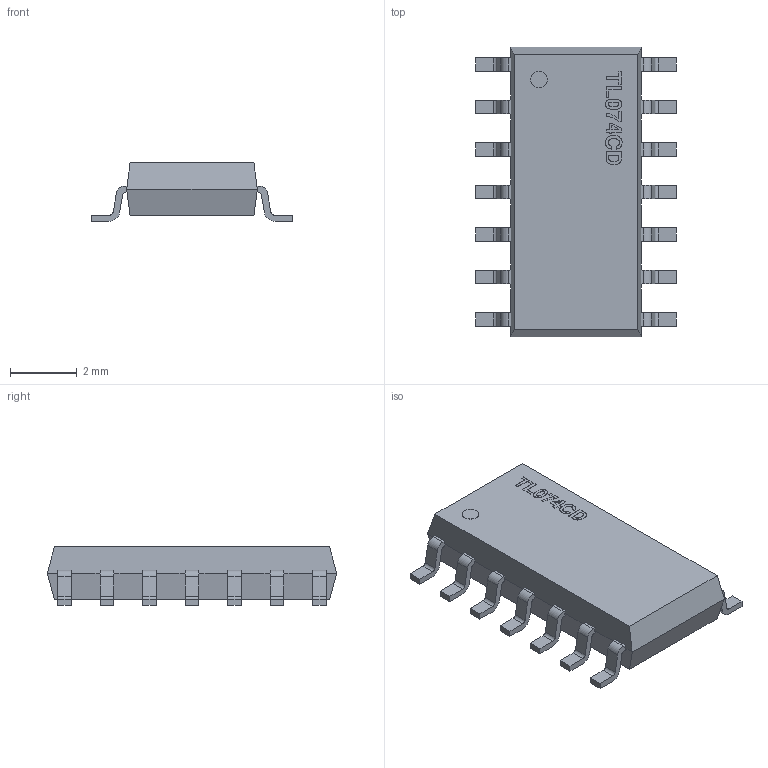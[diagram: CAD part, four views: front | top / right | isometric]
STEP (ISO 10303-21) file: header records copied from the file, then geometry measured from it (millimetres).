
FILE_DESCRIPTION(('FreeCAD Model'),'2;1');
FILE_NAME('Texas_Instruments_TL074CD.step','2019-07-23T15:54:39',( 'Author'),(''),'Open CASCADE STEP processor 7.3','FreeCAD','Unknown' );
FILE_SCHEMA(('AUTOMOTIVE_DESIGN { 1 0 10303 214 1 1 1 1 }'));
Length unit declared in the file: millimetre
Products named in the file (1): TL074CD
Bounding box: 6 x 8.65 x 1.76 mm (x, y, z)
Volume: 52.4 mm3; surface area: 128.5 mm2
Topology: 1 solids, 1 shells, 295 faces, 842 edges, 560 vertices
Faces by surface type: plane 180, cylinder 57, extrusion 50, bspline 8
Full cylindrical faces by diameter (mm): 0.5 x1
Entity records: 11792 total; most frequent: CARTESIAN_POINT 2302, ORIENTED_EDGE 1684, DIRECTION 1290, EDGE_CURVE 842, VECTOR 586, VERTEX_POINT 560, LINE 536, AXIS2_PLACEMENT_3D 352
